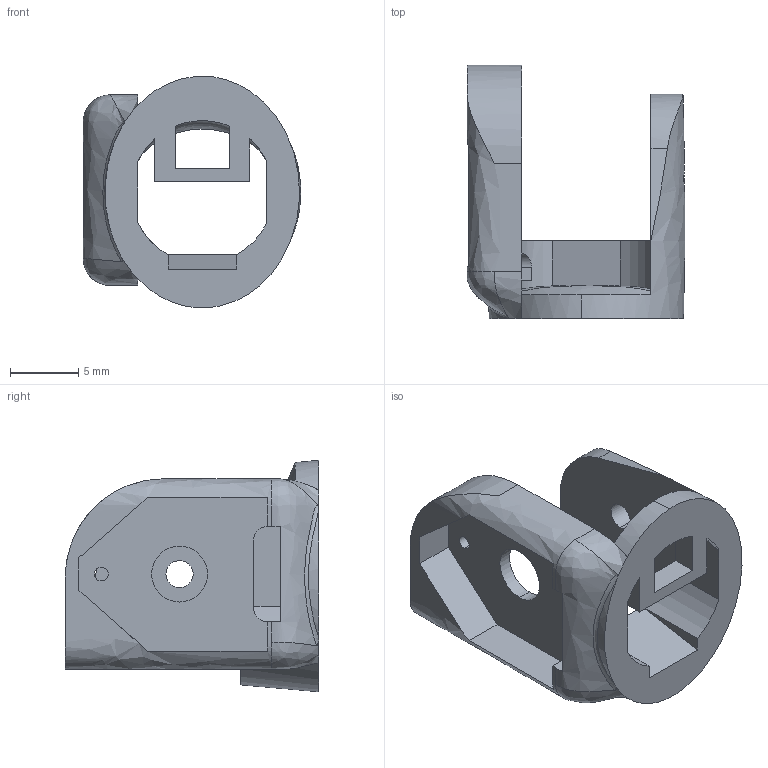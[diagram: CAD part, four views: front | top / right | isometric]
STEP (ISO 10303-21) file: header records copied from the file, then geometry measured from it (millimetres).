
FILE_DESCRIPTION (( 'STEP AP203' ), '1' );
FILE_NAME ('IP - D L.STEP', '2018-02-13T20:32:23', ( '' ), ( '' ), 'SwSTEP 2.0', 'SolidWorks 2016', '' );
FILE_SCHEMA (( 'CONFIG_CONTROL_DESIGN' ));
Length unit declared in the file: millimetre
Products named in the file (1): IP - D L
Bounding box: 16 x 18.61 x 17.01 mm (x, y, z)
Volume: 1033.4 mm3; surface area: 1540.6 mm2
Topology: 1 solids, 1 shells, 62 faces, 193 edges, 129 vertices
Faces by surface type: plane 29, cylinder 17, bspline 13, torus 3
Entity records: 3559 total; most frequent: CARTESIAN_POINT 1886, ORIENTED_EDGE 386, DIRECTION 262, EDGE_CURVE 193, VERTEX_POINT 129, LINE 90, VECTOR 90, AXIS2_PLACEMENT_3D 86
